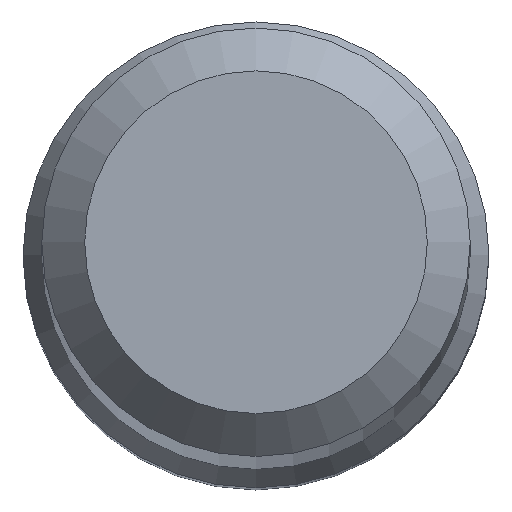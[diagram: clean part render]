
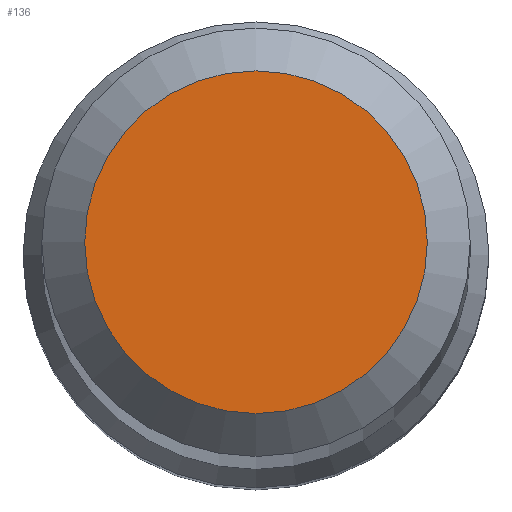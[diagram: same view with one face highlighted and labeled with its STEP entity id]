
A CAD part, top view. The second image highlights one B-rep face of the part: STEP entity #136.
In plain terms, the highlighted planar face has unit normal (0, 0, 1).
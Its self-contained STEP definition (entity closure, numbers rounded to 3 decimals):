
#4 = AXIS2_PLACEMENT_3D ( 'NONE', #237, #71, #142 ) ;
#52 = ORIENTED_EDGE ( 'NONE', *, *, #220, .F. ) ;
#71 = DIRECTION ( 'NONE',  ( 0., 0., -1. ) ) ;
#102 = PLANE ( 'NONE',  #4 ) ;
#105 = CARTESIAN_POINT ( 'NONE',  ( 0., 0., 80. ) ) ;
#136 = ADVANCED_FACE ( 'NONE', ( #239 ), #102, .F. ) ;
#142 = DIRECTION ( 'NONE',  ( 0., 1., 0. ) ) ;
#148 = EDGE_LOOP ( 'NONE', ( #52 ) ) ;
#180 = DIRECTION ( 'NONE',  ( 0., 1., 0. ) ) ;
#184 = DIRECTION ( 'NONE',  ( 0., 0., -1. ) ) ;
#185 = CARTESIAN_POINT ( 'NONE',  ( 0., 1.6, 80. ) ) ;
#206 = CIRCLE ( 'NONE', #227, 1.6 ) ;
#220 = EDGE_CURVE ( 'NONE', #224, #224, #206, .T. ) ;
#224 = VERTEX_POINT ( 'NONE', #185 ) ;
#227 = AXIS2_PLACEMENT_3D ( 'NONE', #105, #184, #180 ) ;
#237 = CARTESIAN_POINT ( 'NONE',  ( 0., 0., 80. ) ) ;
#239 = FACE_OUTER_BOUND ( 'NONE', #148, .T. ) ;
